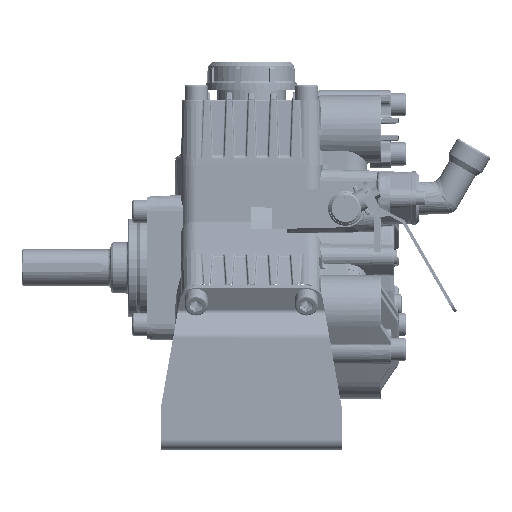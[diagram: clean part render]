
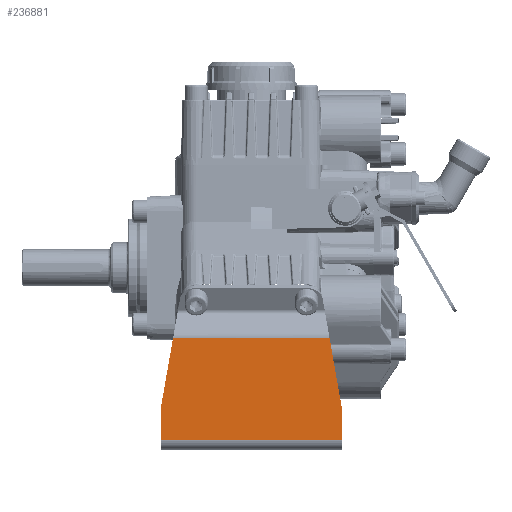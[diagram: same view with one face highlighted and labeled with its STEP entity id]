
A CAD part, left-side view. The second image highlights one B-rep face of the part: STEP entity #236881.
In plain terms, the highlighted planar face has unit normal (1, 0, 0).
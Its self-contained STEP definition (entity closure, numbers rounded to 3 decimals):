
#7798 = LINE ( 'NONE', #193874, #52347 ) ;
#11496 = CARTESIAN_POINT ( 'NONE',  ( -130.423, 53.904, -48.421 ) ) ;
#12969 = DIRECTION ( 'NONE',  ( 0., 0., -1. ) ) ;
#16219 = EDGE_CURVE ( 'NONE', #339162, #92235, #159340, .T. ) ;
#24876 = PLANE ( 'NONE',  #65555 ) ;
#33472 = ORIENTED_EDGE ( 'NONE', *, *, #143657, .T. ) ;
#47014 = ORIENTED_EDGE ( 'NONE', *, *, #16219, .T. ) ;
#52347 = VECTOR ( 'NONE', #251091, 1000. ) ;
#53201 = DIRECTION ( 'NONE',  ( 0., -1., 0. ) ) ;
#59212 = VECTOR ( 'NONE', #362178, 1000. ) ;
#65555 = AXIS2_PLACEMENT_3D ( 'NONE', #163796, #361312, #223380 ) ;
#72381 = DIRECTION ( 'NONE',  ( 0., 1., 0. ) ) ;
#75394 = CARTESIAN_POINT ( 'NONE',  ( -130.423, 62.5, -118.323 ) ) ;
#79261 = LINE ( 'NONE', #307748, #97486 ) ;
#90432 = CARTESIAN_POINT ( 'NONE',  ( -130.423, -62.5, -118.323 ) ) ;
#92006 = EDGE_CURVE ( 'NONE', #343041, #184686, #7798, .T. ) ;
#92235 = VERTEX_POINT ( 'NONE', #346449 ) ;
#95284 = VERTEX_POINT ( 'NONE', #201695 ) ;
#97486 = VECTOR ( 'NONE', #53201, 1000. ) ;
#107318 = EDGE_CURVE ( 'NONE', #153181, #343041, #79261, .T. ) ;
#143657 = EDGE_CURVE ( 'NONE', #92235, #95284, #250207, .T. ) ;
#153181 = VERTEX_POINT ( 'NONE', #11496 ) ;
#156999 = ORIENTED_EDGE ( 'NONE', *, *, #107318, .T. ) ;
#159340 = LINE ( 'NONE', #298408, #359310 ) ;
#163796 = CARTESIAN_POINT ( 'NONE',  ( -130.423, -62.5, -118.323 ) ) ;
#177900 = CARTESIAN_POINT ( 'NONE',  ( -130.423, -62.5, -118.323 ) ) ;
#179342 = ORIENTED_EDGE ( 'NONE', *, *, #297012, .T. ) ;
#184686 = VERTEX_POINT ( 'NONE', #364271 ) ;
#193874 = CARTESIAN_POINT ( 'NONE',  ( -130.423, -53.904, -48.421 ) ) ;
#201695 = CARTESIAN_POINT ( 'NONE',  ( -130.423, 62.5, -97.17 ) ) ;
#211584 = ORIENTED_EDGE ( 'NONE', *, *, #92006, .T. ) ;
#215535 = LINE ( 'NONE', #347994, #291192 ) ;
#223380 = DIRECTION ( 'NONE',  ( 0., 1., 0. ) ) ;
#236881 = ADVANCED_FACE ( 'NONE', ( #286868 ), #24876, .T. ) ;
#250207 = LINE ( 'NONE', #75394, #59212 ) ;
#251091 = DIRECTION ( 'NONE',  ( 0., -0.174, -0.985 ) ) ;
#254688 = ORIENTED_EDGE ( 'NONE', *, *, #314857, .T. ) ;
#266033 = DIRECTION ( 'NONE',  ( 0., -0.174, 0.985 ) ) ;
#269512 = VECTOR ( 'NONE', #12969, 1000. ) ;
#277881 = CARTESIAN_POINT ( 'NONE',  ( -130.423, -53.904, -48.421 ) ) ;
#286868 = FACE_OUTER_BOUND ( 'NONE', #365836, .T. ) ;
#291192 = VECTOR ( 'NONE', #266033, 1000. ) ;
#297012 = EDGE_CURVE ( 'NONE', #184686, #339162, #322564, .T. ) ;
#298408 = CARTESIAN_POINT ( 'NONE',  ( -130.423, -62.5, -118.323 ) ) ;
#307748 = CARTESIAN_POINT ( 'NONE',  ( -130.423, -62.5, -48.421 ) ) ;
#314857 = EDGE_CURVE ( 'NONE', #95284, #153181, #215535, .T. ) ;
#322564 = LINE ( 'NONE', #177900, #269512 ) ;
#339162 = VERTEX_POINT ( 'NONE', #90432 ) ;
#343041 = VERTEX_POINT ( 'NONE', #277881 ) ;
#346449 = CARTESIAN_POINT ( 'NONE',  ( -130.423, 62.5, -118.323 ) ) ;
#347994 = CARTESIAN_POINT ( 'NONE',  ( -130.423, 62.5, -97.17 ) ) ;
#359310 = VECTOR ( 'NONE', #72381, 1000. ) ;
#361312 = DIRECTION ( 'NONE',  ( 1., 0., 0. ) ) ;
#362178 = DIRECTION ( 'NONE',  ( 0., 0., 1. ) ) ;
#364271 = CARTESIAN_POINT ( 'NONE',  ( -130.423, -62.5, -97.17 ) ) ;
#365836 = EDGE_LOOP ( 'NONE', ( #254688, #156999, #211584, #179342, #47014, #33472 ) ) ;
